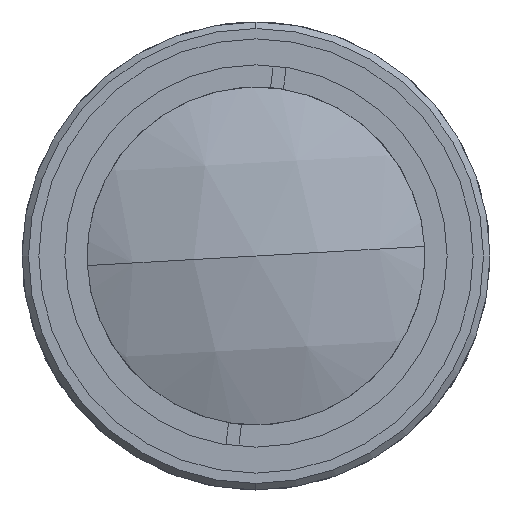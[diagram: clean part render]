
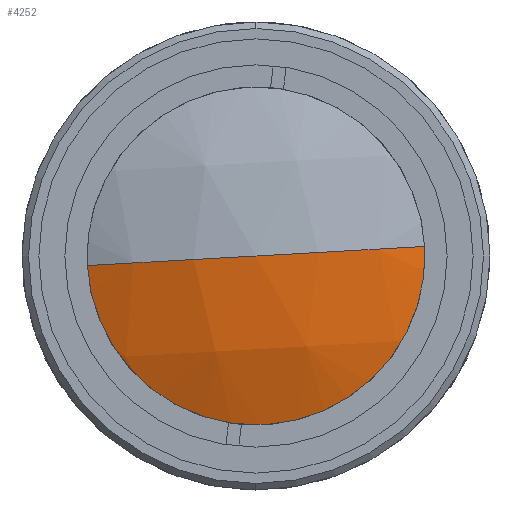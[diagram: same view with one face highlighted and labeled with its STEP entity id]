
A CAD part, left-side view. The second image highlights one B-rep face of the part: STEP entity #4252.
In plain terms, the highlighted spherical face has radius 34.13 mm.
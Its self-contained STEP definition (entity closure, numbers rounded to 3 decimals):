
#203 = DIRECTION ( 'NONE',  ( 0., -0.998, 0.057 ) ) ;
#373 = VERTEX_POINT ( 'NONE', #1362 ) ;
#580 = AXIS2_PLACEMENT_3D ( 'NONE', #761, #3323, #3747 ) ;
#602 = CARTESIAN_POINT ( 'NONE',  ( 42.13, 0., 0. ) ) ;
#761 = CARTESIAN_POINT ( 'NONE',  ( 42.13, 0., 0. ) ) ;
#843 = SPHERICAL_SURFACE ( 'NONE', #3856, 34.13 ) ;
#901 = AXIS2_PLACEMENT_3D ( 'NONE', #602, #3468, #203 ) ;
#1055 = CIRCLE ( 'NONE', #901, 34.13 ) ;
#1185 = EDGE_CURVE ( 'NONE', #2755, #373, #3904, .T. ) ;
#1362 = CARTESIAN_POINT ( 'NONE',  ( 11.003, -13.977, 0.794 ) ) ;
#1430 = VERTEX_POINT ( 'NONE', #1761 ) ;
#1440 = CARTESIAN_POINT ( 'NONE',  ( 11.003, 0., 0. ) ) ;
#1562 = DIRECTION ( 'NONE',  ( 0., -0.057, -0.998 ) ) ;
#1761 = CARTESIAN_POINT ( 'NONE',  ( 8., 0., 0. ) ) ;
#2204 = CARTESIAN_POINT ( 'NONE',  ( 11.003, 13.977, -0.794 ) ) ;
#2565 = CARTESIAN_POINT ( 'NONE',  ( 42.13, 0., 0. ) ) ;
#2755 = VERTEX_POINT ( 'NONE', #2204 ) ;
#2877 = EDGE_LOOP ( 'NONE', ( #3432, #2952, #3239 ) ) ;
#2952 = ORIENTED_EDGE ( 'NONE', *, *, #4223, .T. ) ;
#2970 = DIRECTION ( 'NONE',  ( 0., 0.998, -0.057 ) ) ;
#3239 = ORIENTED_EDGE ( 'NONE', *, *, #4416, .F. ) ;
#3323 = DIRECTION ( 'NONE',  ( 0., -0.057, -0.998 ) ) ;
#3432 = ORIENTED_EDGE ( 'NONE', *, *, #1185, .T. ) ;
#3468 = DIRECTION ( 'NONE',  ( 0., 0.057, 0.998 ) ) ;
#3601 = DIRECTION ( 'NONE',  ( -1., 0., 0. ) ) ;
#3672 = AXIS2_PLACEMENT_3D ( 'NONE', #1440, #3601, #4322 ) ;
#3747 = DIRECTION ( 'NONE',  ( 0., 0.998, -0.057 ) ) ;
#3856 = AXIS2_PLACEMENT_3D ( 'NONE', #2565, #1562, #2970 ) ;
#3904 = CIRCLE ( 'NONE', #3672, 14. ) ;
#4034 = FACE_OUTER_BOUND ( 'NONE', #2877, .T. ) ;
#4223 = EDGE_CURVE ( 'NONE', #373, #1430, #4546, .T. ) ;
#4252 = ADVANCED_FACE ( 'NONE', ( #4034 ), #843, .T. ) ;
#4322 = DIRECTION ( 'NONE',  ( 0., 0.057, 0.998 ) ) ;
#4416 = EDGE_CURVE ( 'NONE', #2755, #1430, #1055, .T. ) ;
#4546 = CIRCLE ( 'NONE', #580, 34.13 ) ;
